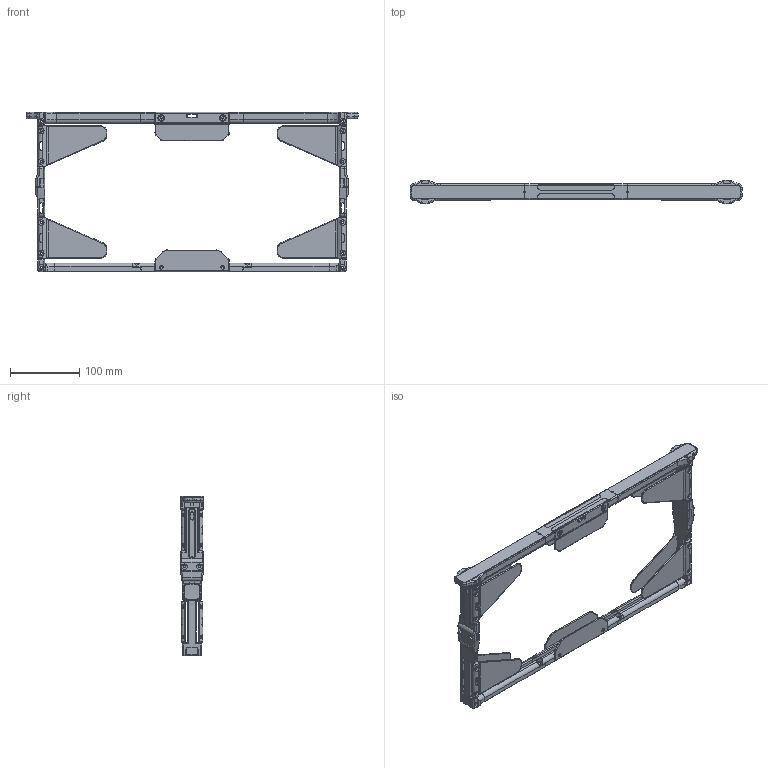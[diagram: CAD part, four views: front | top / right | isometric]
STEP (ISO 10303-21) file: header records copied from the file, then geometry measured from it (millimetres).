
FILE_DESCRIPTION(/* description */ ('','CAx-IF Rec.Pracs.---Representation and Presentation of Product Manufacturing Information (PMI)---4.0---2014-10-13'),/* implementation_level */ '2;1');
FILE_NAME(/* name */ 'Apisuru Frame v41.step',/* time_stamp */ '2025-01-27T09:59:07-05:00',/* author */ (''),/* organization */ (''),/* preprocessor_version */ 'ST-DEVELOPER v20',/* originating_system */ 'Autodesk Translation Framework v13.20.0.188',/* authorisation */ '');
FILE_SCHEMA (('AP242_MANAGED_MODEL_BASED_3D_ENGINEERING_MIM_LF { 1 0 10303 442 1 1 4 }'));
Length unit declared in the file: millimetre
Products named in the file (24): Apisuru Frame; upper bar; lower bar; side; side sensor plate; side lid lower; side lid upper; upper lid mid; upper lid side; side sensor plate(Mirror); side sensor plate(Mirror) (1); side sensor plate(Mirror)(Mirror); side sensor plate(Mirror) (2); side sensor plate(Mirror)(Mirror) (1); side sensor plate(Mirror) (1)(Mirror); side sensor plate(Mirror)(Mirror)(Mirror); side lid lower(Mirror); side lid upper(Mirror); upper lid side(Mirror); side(Mirror) (2); upper middle plate; upper middle plate(Mirror); lower middle plate; lower middle plate(Mirror)
Assembly tree (23 placements, depth 2):
  Apisuru Frame
    upper bar
    lower bar
    side
    side sensor plate
    side lid lower
    side lid upper
    upper lid mid
    upper lid side
    side sensor plate(Mirror)
    side sensor plate(Mirror) (1)
    side sensor plate(Mirror)(Mirror)
    side sensor plate(Mirror) (2)
    side sensor plate(Mirror)(Mirror) (1)
    side sensor plate(Mirror) (1)(Mirror)
    side sensor plate(Mirror)(Mirror)(Mirror)
    side lid lower(Mirror)
    side lid upper(Mirror)
    upper lid side(Mirror)
    side(Mirror) (2)
    upper middle plate
    upper middle plate(Mirror)
    lower middle plate
    lower middle plate(Mirror)
Bounding box: 480 x 33.7 x 230 mm (x, y, z)
Volume: 378266.8 mm3; surface area: 254316.7 mm2
Topology: 29 solids, 29 shells, 1732 faces, 4330 edges, 2652 vertices
Faces by surface type: plane 800, cylinder 570, cone 142, torus 140, sphere 44, bspline 36
Full cylindrical faces by diameter (mm): 3.4 x38, 4.5 x38, 8 x32
Entity records: 55158 total; most frequent: CARTESIAN_POINT 12399, DIRECTION 9066, ORIENTED_EDGE 8652, EDGE_CURVE 4326, AXIS2_PLACEMENT_3D 3273, VERTEX_POINT 2652, LINE 2520, VECTOR 2520
